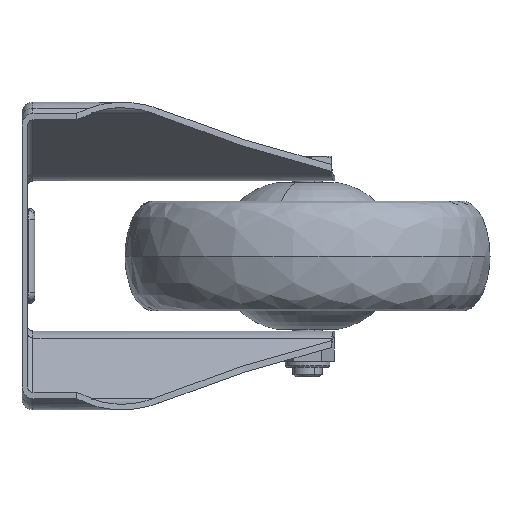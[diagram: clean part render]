
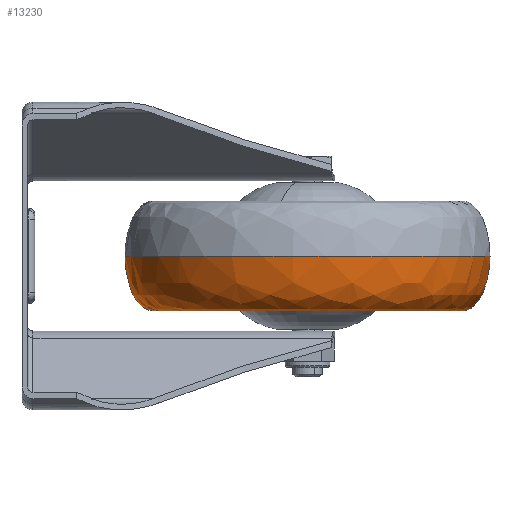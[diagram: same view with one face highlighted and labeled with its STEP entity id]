
A CAD part, left-side view. The second image highlights one B-rep face of the part: STEP entity #13230.
In plain terms, the highlighted free-form (B-spline) face has degree [3, 3] with [4, 4] control points.
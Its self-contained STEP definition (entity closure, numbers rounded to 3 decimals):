
#104 = VERTEX_POINT ( 'NONE', #2902 ) ;
#341 = CARTESIAN_POINT ( 'NONE',  ( -80.958, -29.305, -15. ) ) ;
#420 = EDGE_CURVE ( 'NONE', #104, #1813, #8752, .T. ) ;
#427 = CARTESIAN_POINT ( 'NONE',  ( -87.53, -113.549, -15. ) ) ;
#1125 = CARTESIAN_POINT ( 'NONE',  ( 3.889, -28.151, -8.787 ) ) ;
#1328 = FACE_OUTER_BOUND ( 'NONE', #8727, .T. ) ;
#1390 = VERTEX_POINT ( 'NONE', #10980 ) ;
#1412 = CARTESIAN_POINT ( 'NONE',  ( -3.889, -127.849, -8.787 ) ) ;
#1718 = CARTESIAN_POINT ( 'NONE',  ( -89.657, -24.073, -15. ) ) ;
#1813 = VERTEX_POINT ( 'NONE', #5964 ) ;
#1814 = DIRECTION ( 'NONE',  ( -0.997, 0.078, 0. ) ) ;
#1962 = ORIENTED_EDGE ( 'NONE', *, *, #12543, .T. ) ;
#2399 = VERTEX_POINT ( 'NONE', #4126 ) ;
#2880 = AXIS2_PLACEMENT_3D ( 'NONE', #6590, #11488, #1814 ) ;
#2902 = CARTESIAN_POINT ( 'NONE',  ( 3.889, -28.151, 0. ) ) ;
#3661 = CARTESIAN_POINT ( 'NONE',  ( -3.639, -124.648, -15. ) ) ;
#3682 = CIRCLE ( 'NONE', #7309, 50. ) ;
#4052 = CARTESIAN_POINT ( 'NONE',  ( 3.889, -28.151, -8.787 ) ) ;
#4126 = CARTESIAN_POINT ( 'NONE',  ( -3.889, -127.849, 0. ) ) ;
#4674 = CIRCLE ( 'NONE', #2880, 42.25 ) ;
#4838 = CARTESIAN_POINT ( 'NONE',  ( -3.286, -120.122, -15. ) ) ;
#5080 = CARTESIAN_POINT ( 'NONE',  ( 3.889, -28.151, 0. ) ) ;
#5157 = CARTESIAN_POINT ( 'NONE',  ( -95.808, -20.373, -8.787 ) ) ;
#5243 = CARTESIAN_POINT ( 'NONE',  ( -3.889, -127.849, 0. ) ) ;
#5964 = CARTESIAN_POINT ( 'NONE',  ( 3.286, -35.878, -15. ) ) ;
#6162 = CARTESIAN_POINT ( 'NONE',  ( -3.889, -127.849, 0. ) ) ;
#6360 = CARTESIAN_POINT ( 'NONE',  ( 3.639, -31.352, -15. ) ) ;
#6481 = CARTESIAN_POINT ( 'NONE',  ( -103.586, -120.07, 0. ) ) ;
#6590 = CARTESIAN_POINT ( 'NONE',  ( 0., -78., -15. ) ) ;
#6593 =( BOUNDED_SURFACE ( )  B_SPLINE_SURFACE ( 3, 3, ( 
 ( #5243, #6481, #11468, #5080 ),
 ( #1412, #15046, #5157, #4052 ),
 ( #13697, #15193, #1718, #6646 ),
 ( #7772, #427, #341, #11545 ) ),
 .UNSPECIFIED., .F., .F., .F. ) 
 B_SPLINE_SURFACE_WITH_KNOTS ( ( 4, 4 ),
 ( 4, 4 ),
 ( 0., 1. ),
 ( 0., 1. ),
 .UNSPECIFIED. ) 
 GEOMETRIC_REPRESENTATION_ITEM ( )  RATIONAL_B_SPLINE_SURFACE ( (
 ( 1., 0.333, 0.333, 1.),
 ( 0.805, 0.268, 0.268, 0.805),
 ( 0.805, 0.268, 0.268, 0.805),
 ( 1., 0.333, 0.333, 1.) ) ) 
 REPRESENTATION_ITEM ( '' )  SURFACE ( )  );
#6638 = ORIENTED_EDGE ( 'NONE', *, *, #420, .T. ) ;
#6646 = CARTESIAN_POINT ( 'NONE',  ( 3.639, -31.352, -15. ) ) ;
#7309 = AXIS2_PLACEMENT_3D ( 'NONE', #13501, #14373, #9742 ) ;
#7772 = CARTESIAN_POINT ( 'NONE',  ( -3.286, -120.122, -15. ) ) ;
#8727 = EDGE_LOOP ( 'NONE', ( #13216, #1962, #13035, #6638 ) ) ;
#8752 =( BOUNDED_CURVE ( )  B_SPLINE_CURVE ( 3, ( #14667, #1125, #6360, #12367 ),
 .UNSPECIFIED., .F., .F. ) 
 B_SPLINE_CURVE_WITH_KNOTS ( ( 4, 4 ),
 ( 1.571, 3.142 ),
 .UNSPECIFIED. ) 
 CURVE ( )  GEOMETRIC_REPRESENTATION_ITEM ( )  RATIONAL_B_SPLINE_CURVE ( ( 1., 0.805, 0.805, 1. ) ) 
 REPRESENTATION_ITEM ( '' )  );
#9742 = DIRECTION ( 'NONE',  ( 0.997, -0.078, 0. ) ) ;
#10714 = EDGE_CURVE ( 'NONE', #104, #2399, #3682, .T. ) ;
#10980 = CARTESIAN_POINT ( 'NONE',  ( -3.286, -120.122, -15. ) ) ;
#11468 = CARTESIAN_POINT ( 'NONE',  ( -95.808, -20.373, 0. ) ) ;
#11488 = DIRECTION ( 'NONE',  ( 0., 0., 1. ) ) ;
#11545 = CARTESIAN_POINT ( 'NONE',  ( 3.286, -35.878, -15. ) ) ;
#12026 =( BOUNDED_CURVE ( )  B_SPLINE_CURVE ( 3, ( #4838, #3661, #12267, #6162 ),
 .UNSPECIFIED., .F., .F. ) 
 B_SPLINE_CURVE_WITH_KNOTS ( ( 4, 4 ),
 ( 3.142, 4.712 ),
 .UNSPECIFIED. ) 
 CURVE ( )  GEOMETRIC_REPRESENTATION_ITEM ( )  RATIONAL_B_SPLINE_CURVE ( ( 1., 0.805, 0.805, 1. ) ) 
 REPRESENTATION_ITEM ( '' )  );
#12267 = CARTESIAN_POINT ( 'NONE',  ( -3.889, -127.849, -8.787 ) ) ;
#12277 = EDGE_CURVE ( 'NONE', #1813, #1390, #4674, .T. ) ;
#12367 = CARTESIAN_POINT ( 'NONE',  ( 3.286, -35.878, -15. ) ) ;
#12543 = EDGE_CURVE ( 'NONE', #1390, #2399, #12026, .T. ) ;
#13035 = ORIENTED_EDGE ( 'NONE', *, *, #10714, .F. ) ;
#13216 = ORIENTED_EDGE ( 'NONE', *, *, #12277, .T. ) ;
#13230 = ADVANCED_FACE ( 'NONE', ( #1328 ), #6593, .F. ) ;
#13501 = CARTESIAN_POINT ( 'NONE',  ( 0., -78., 0. ) ) ;
#13697 = CARTESIAN_POINT ( 'NONE',  ( -3.639, -124.648, -15. ) ) ;
#14373 = DIRECTION ( 'NONE',  ( 0., 0., 1. ) ) ;
#14667 = CARTESIAN_POINT ( 'NONE',  ( 3.889, -28.151, 0. ) ) ;
#15046 = CARTESIAN_POINT ( 'NONE',  ( -103.586, -120.07, -8.787 ) ) ;
#15193 = CARTESIAN_POINT ( 'NONE',  ( -96.936, -117.369, -15. ) ) ;
